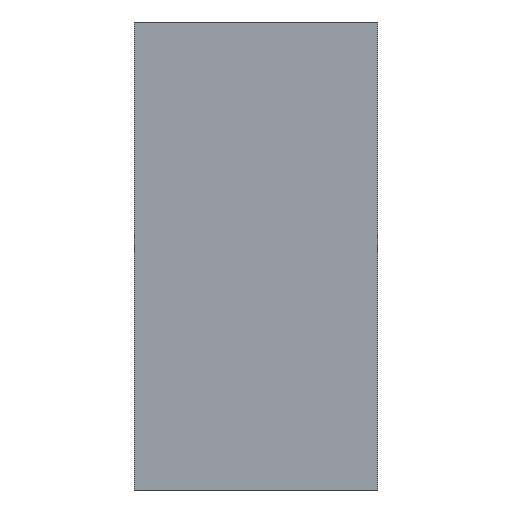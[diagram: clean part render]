
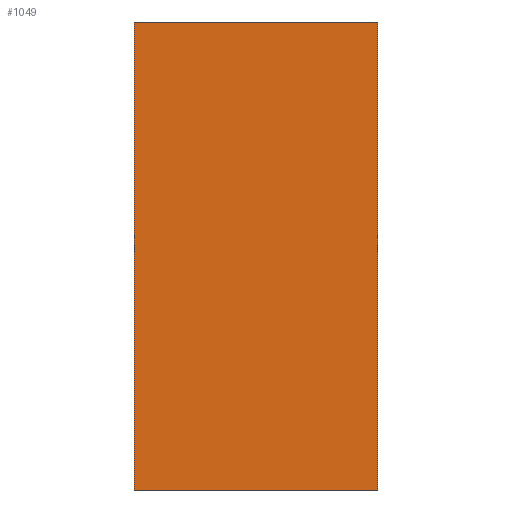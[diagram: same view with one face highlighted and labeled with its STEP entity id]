
A CAD part, left-side view. The second image highlights one B-rep face of the part: STEP entity #1049.
In plain terms, the highlighted planar face has unit normal (-1, 0, 0).
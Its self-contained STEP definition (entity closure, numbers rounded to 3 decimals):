
#29 = LINE ( 'NONE', #867, #539 ) ;
#74 = DIRECTION ( 'NONE',  ( 0., 0., -1. ) ) ;
#78 = DIRECTION ( 'NONE',  ( 1., 0., 0. ) ) ;
#103 = ORIENTED_EDGE ( 'NONE', *, *, #830, .F. ) ;
#125 = ORIENTED_EDGE ( 'NONE', *, *, #1175, .T. ) ;
#136 = LINE ( 'NONE', #697, #782 ) ;
#191 = EDGE_CURVE ( 'NONE', #560, #1089, #888, .T. ) ;
#212 = CARTESIAN_POINT ( 'NONE',  ( -1., 0.65, 0.625 ) ) ;
#213 = EDGE_CURVE ( 'NONE', #1201, #247, #29, .T. ) ;
#218 = VECTOR ( 'NONE', #286, 1000. ) ;
#228 = ORIENTED_EDGE ( 'NONE', *, *, #213, .F. ) ;
#247 = VERTEX_POINT ( 'NONE', #668 ) ;
#282 = PLANE ( 'NONE',  #706 ) ;
#286 = DIRECTION ( 'NONE',  ( 0., 0., -1. ) ) ;
#362 = CARTESIAN_POINT ( 'NONE',  ( -1., 0.65, 0.625 ) ) ;
#363 = FACE_OUTER_BOUND ( 'NONE', #864, .T. ) ;
#407 = CARTESIAN_POINT ( 'NONE',  ( -1., 0.65, -0.625 ) ) ;
#437 = VECTOR ( 'NONE', #947, 1000. ) ;
#539 = VECTOR ( 'NONE', #74, 1000. ) ;
#560 = VERTEX_POINT ( 'NONE', #212 ) ;
#668 = CARTESIAN_POINT ( 'NONE',  ( -1., 0., -0.625 ) ) ;
#697 = CARTESIAN_POINT ( 'NONE',  ( -1., 0., -0.625 ) ) ;
#706 = AXIS2_PLACEMENT_3D ( 'NONE', #1116, #78, #1121 ) ;
#782 = VECTOR ( 'NONE', #985, 1000. ) ;
#830 = EDGE_CURVE ( 'NONE', #560, #1201, #1177, .T. ) ;
#864 = EDGE_LOOP ( 'NONE', ( #125, #228, #103, #1208 ) ) ;
#867 = CARTESIAN_POINT ( 'NONE',  ( -1., 0., 0.625 ) ) ;
#888 = LINE ( 'NONE', #362, #218 ) ;
#927 = CARTESIAN_POINT ( 'NONE',  ( -1., 0., 0.625 ) ) ;
#947 = DIRECTION ( 'NONE',  ( 0., -1., 0. ) ) ;
#985 = DIRECTION ( 'NONE',  ( 0., -1., 0. ) ) ;
#1049 = ADVANCED_FACE ( 'NONE', ( #363 ), #282, .F. ) ;
#1089 = VERTEX_POINT ( 'NONE', #407 ) ;
#1116 = CARTESIAN_POINT ( 'NONE',  ( -1., 0., 0.625 ) ) ;
#1121 = DIRECTION ( 'NONE',  ( 0., 0., -1. ) ) ;
#1134 = CARTESIAN_POINT ( 'NONE',  ( -1., 0., 0.625 ) ) ;
#1175 = EDGE_CURVE ( 'NONE', #1089, #247, #136, .T. ) ;
#1177 = LINE ( 'NONE', #1134, #437 ) ;
#1201 = VERTEX_POINT ( 'NONE', #927 ) ;
#1208 = ORIENTED_EDGE ( 'NONE', *, *, #191, .T. ) ;
